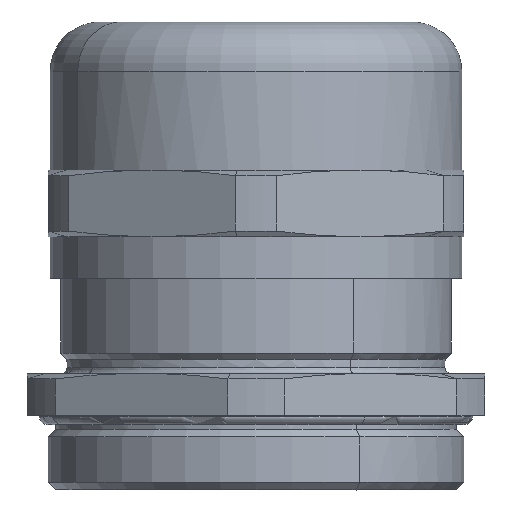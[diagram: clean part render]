
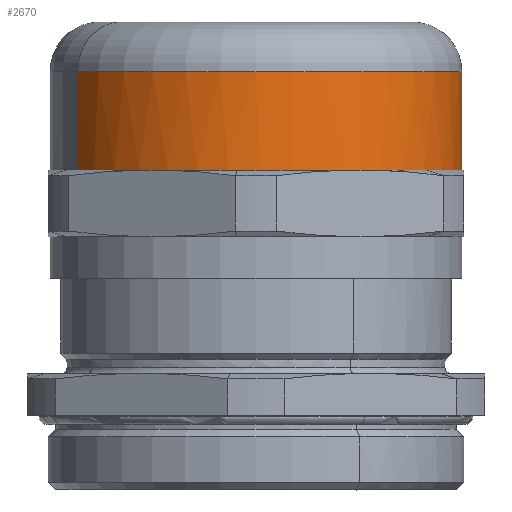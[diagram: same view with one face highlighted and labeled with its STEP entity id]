
A CAD part, front view. The second image highlights one B-rep face of the part: STEP entity #2670.
In plain terms, the highlighted cylindrical face has radius 24.75 mm (diameter 49.5 mm), a partial arc.
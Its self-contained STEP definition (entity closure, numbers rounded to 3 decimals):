
#2638=AXIS2_PLACEMENT_3D('Circle Axis2P3D',#2636,#2637,$) ;
#2652=AXIS2_PLACEMENT_3D('Cylinder Axis2P3D',#2649,#2650,#2651) ;
#2285=CARTESIAN_POINT('Control Point',(48.934,42.375,38.457)) ;
#2286=CARTESIAN_POINT('Control Point',(50.153,40.264,38.457)) ;
#2287=CARTESIAN_POINT('Control Point',(51.111,38.004,38.457)) ;
#2288=CARTESIAN_POINT('Control Point',(51.786,35.635,38.457)) ;
#2289=CARTESIAN_POINT('Control Point',(52.538,30.782,38.457)) ;
#2290=CARTESIAN_POINT('Control Point',(52.09,25.892,38.457)) ;
#2291=CARTESIAN_POINT('Control Point',(51.565,23.486,38.457)) ;
#2292=CARTESIAN_POINT('Control Point',(49.934,18.854,38.457)) ;
#2293=CARTESIAN_POINT('Control Point',(47.227,14.756,38.457)) ;
#2294=CARTESIAN_POINT('Control Point',(45.627,12.884,38.457)) ;
#2295=CARTESIAN_POINT('Control Point',(42.,9.573,38.457)) ;
#2296=CARTESIAN_POINT('Control Point',(37.678,7.241,38.457)) ;
#2297=CARTESIAN_POINT('Control Point',(35.383,6.348,38.457)) ;
#2298=CARTESIAN_POINT('Control Point',(30.622,5.145,38.457)) ;
#2299=CARTESIAN_POINT('Control Point',(25.711,5.133,38.457)) ;
#2300=CARTESIAN_POINT('Control Point',(23.266,5.431,38.457)) ;
#2301=CARTESIAN_POINT('Control Point',(18.502,6.622,38.457)) ;
#2302=CARTESIAN_POINT('Control Point',(14.168,8.933,38.457)) ;
#2303=CARTESIAN_POINT('Control Point',(12.155,10.351,38.457)) ;
#2304=CARTESIAN_POINT('Control Point',(9.645,12.63,38.457)) ;
#2305=CARTESIAN_POINT('Control Point',(7.569,15.282,38.457)) ;
#2306=CARTESIAN_POINT('Control Point',(7.031,16.04,38.457)) ;
#2307=CARTESIAN_POINT('Control Point',(6.53,16.822,38.457)) ;
#2308=CARTESIAN_POINT('Control Point',(6.066,17.625,38.457)) ;
#2309=CARTESIAN_POINT('Vertex',(48.934,42.375,38.457)) ;
#2311=CARTESIAN_POINT('Vertex',(6.066,17.625,38.457)) ;
#2608=CARTESIAN_POINT('Vertex',(48.934,42.375,50.257)) ;
#2615=CARTESIAN_POINT('Vertex',(6.066,17.625,50.257)) ;
#2636=CARTESIAN_POINT('Axis2P3D Location',(27.5,30.,50.257)) ;
#2649=CARTESIAN_POINT('Axis2P3D Location',(27.5,30.,38.457)) ;
#2654=CARTESIAN_POINT('Line Origine',(48.934,42.375,38.457)) ;
#2659=CARTESIAN_POINT('Line Origine',(6.066,17.625,38.457)) ;
#2637=DIRECTION('Axis2P3D Direction',(0.,0.,-1.)) ;
#2650=DIRECTION('Axis2P3D Direction',(0.,0.,1.)) ;
#2651=DIRECTION('Axis2P3D XDirection',(-0.866,-0.5,0.)) ;
#2655=DIRECTION('Vector Direction',(0.,0.,1.)) ;
#2660=DIRECTION('Vector Direction',(0.,0.,1.)) ;
#2656=VECTOR('Line Direction',#2655,1.) ;
#2661=VECTOR('Line Direction',#2660,1.) ;
#2665=ORIENTED_EDGE('',*,*,#2658,.T.) ;
#2666=ORIENTED_EDGE('',*,*,#2640,.F.) ;
#2667=ORIENTED_EDGE('',*,*,#2663,.T.) ;
#2668=ORIENTED_EDGE('',*,*,#2313,.F.) ;
#2670=ADVANCED_FACE('PG 36_1\\MANIFOLD_SOLID_BREP #20321',(#2669),#2653,.T.) ;
#2284=B_SPLINE_CURVE_WITH_KNOTS('',5,(#2285,#2286,#2287,#2288,#2289,#2290,#2291,#2292,#2293,#2294,#2295,#2296,#2297,#2298,#2299,#2300,#2301,#2302,#2303,#2304,#2305,#2306,#2307,#2308),.UNSPECIFIED.,.F.,.U.,(6,3,3,3,3,3,3,6),(0.,17.275,34.549,51.824,69.098,86.373,103.648,110.223),.UNSPECIFIED.) ;
#2639=CIRCLE('generated circle',#2638,24.75) ;
#2653=CYLINDRICAL_SURFACE('generated cylinder',#2652,24.75) ;
#2313=EDGE_CURVE('',#2310,#2312,#2284,.T.) ;
#2640=EDGE_CURVE('',#2616,#2609,#2639,.F.) ;
#2658=EDGE_CURVE('',#2310,#2609,#2657,.T.) ;
#2663=EDGE_CURVE('',#2616,#2312,#2662,.F.) ;
#2664=EDGE_LOOP('',(#2665,#2666,#2667,#2668)) ;
#2669=FACE_OUTER_BOUND('',#2664,.T.) ;
#2657=LINE('Line',#2654,#2656) ;
#2662=LINE('Line',#2659,#2661) ;
#2310=VERTEX_POINT('',#2309) ;
#2312=VERTEX_POINT('',#2311) ;
#2609=VERTEX_POINT('',#2608) ;
#2616=VERTEX_POINT('',#2615) ;
